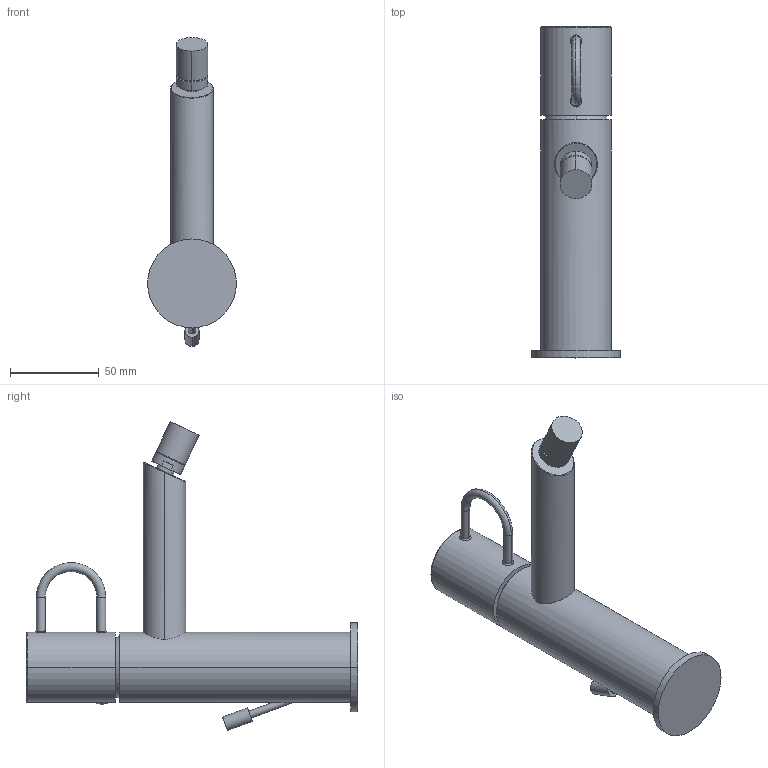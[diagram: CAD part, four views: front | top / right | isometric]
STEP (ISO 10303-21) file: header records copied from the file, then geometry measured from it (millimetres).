
FILE_DESCRIPTION((''),'2;1');
FILE_NAME('JK135CR','2021-02-02T13:23:00',('ut3'),('PAFFONI SpA'),'CREO PARAMETRIC BY PTC INC, 2020044','CREO PARAMETRIC BY PTC INC, 2020044','');
FILE_SCHEMA(('CONFIG_CONTROL_DESIGN','SHAPE_APPEARANCE_LAYERS_GROUPS'));
Length unit declared in the file: millimetre
Products named in the file (1): JK135CR
Bounding box: 50 x 186.84 x 173.84 mm (x, y, z)
Volume: 281396 mm3; surface area: 38830.2 mm2
Topology: 1 solids, 1 shells, 55 faces, 120 edges, 74 vertices
Faces by surface type: cylinder 24, plane 15, bspline 8, torus 4, cone 2, sphere 2
Entity records: 3302 total; most frequent: CARTESIAN_POINT 1643, DIRECTION 254, ORIENTED_EDGE 232, EDGE_CURVE 116, AXIS2_PLACEMENT_3D 109, VERTEX_POINT 74, EDGE_LOOP 68, CIRCLE 62
